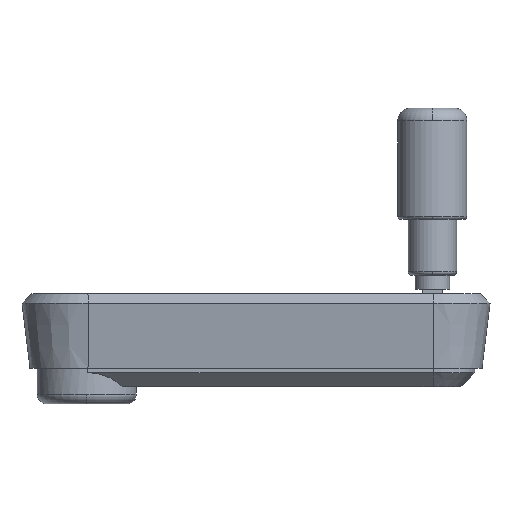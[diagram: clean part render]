
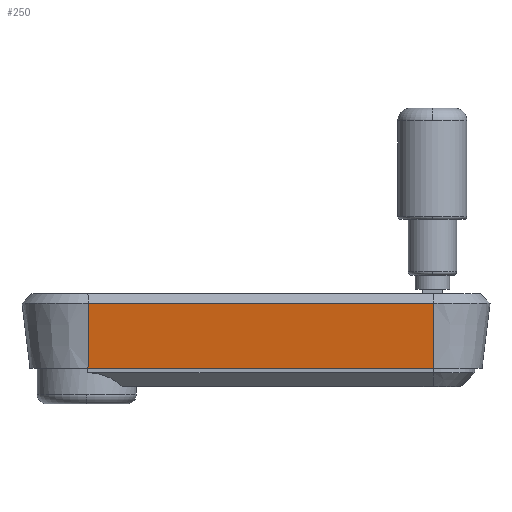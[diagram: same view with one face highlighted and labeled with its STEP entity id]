
A CAD part, left-side view. The second image highlights one B-rep face of the part: STEP entity #250.
In plain terms, the highlighted planar face has unit normal (-0.992, -0.021, -0.122).
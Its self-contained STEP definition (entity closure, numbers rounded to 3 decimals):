
#250=ADVANCED_FACE('',(#532),#533,.T.);
#532=FACE_OUTER_BOUND('',#841,.T.);
#533=PLANE('',#842);
#841=EDGE_LOOP('',(#1507,#1508,#1509,#1510));
#842=AXIS2_PLACEMENT_3D('',#1511,#1512,#1513);
#1507=ORIENTED_EDGE('',*,*,#1789,.T.);
#1508=ORIENTED_EDGE('',*,*,#1997,.F.);
#1509=ORIENTED_EDGE('',*,*,#1776,.F.);
#1510=ORIENTED_EDGE('',*,*,#1976,.T.);
#1511=CARTESIAN_POINT('',(-14.073,-0.295,-9.675));
#1512=DIRECTION('',(-0.992,-0.021,-0.122));
#1513=DIRECTION('',(0.122,0.003,-0.993));
#1776=EDGE_CURVE('',#2106,#2108,#2109,.T.);
#1789=EDGE_CURVE('',#2129,#2123,#2130,.T.);
#1976=EDGE_CURVE('',#2106,#2129,#2404,.T.);
#1997=EDGE_CURVE('',#2108,#2123,#2428,.T.);
#2106=VERTEX_POINT('',#2580);
#2108=VERTEX_POINT('',#2582);
#2109=LINE('',#2583,#2584);
#2123=VERTEX_POINT('',#2601);
#2129=VERTEX_POINT('',#2609);
#2130=LINE('',#2610,#2611);
#2404=LINE('',#2960,#2961);
#2428=LINE('',#2994,#2995);
#2580=CARTESIAN_POINT('',(-13.149,-0.275,-17.2));
#2582=CARTESIAN_POINT('',(-14.997,-0.314,-2.15));
#2583=CARTESIAN_POINT('',(-14.073,-0.295,-9.675));
#2584=VECTOR('',#3164,1.0);
#2601=CARTESIAN_POINT('',(-13.322,-80.279,-2.15));
#2609=CARTESIAN_POINT('',(-11.474,-80.24,-17.2));
#2610=CARTESIAN_POINT('',(-13.322,-80.279,-2.15));
#2611=VECTOR('',#3182,1.);
#2960=CARTESIAN_POINT('',(-13.149,-0.275,-17.2));
#2961=VECTOR('',#3436,1.0);
#2994=CARTESIAN_POINT('',(-14.997,-0.314,-2.15));
#2995=VECTOR('',#3455,1.0);
#3164=DIRECTION('',(-0.122,-0.003,0.993));
#3182=DIRECTION('',(-0.122,-0.003,0.993));
#3436=DIRECTION('',(0.021,-1.,0.));
#3455=DIRECTION('',(0.021,-1.,0.));
